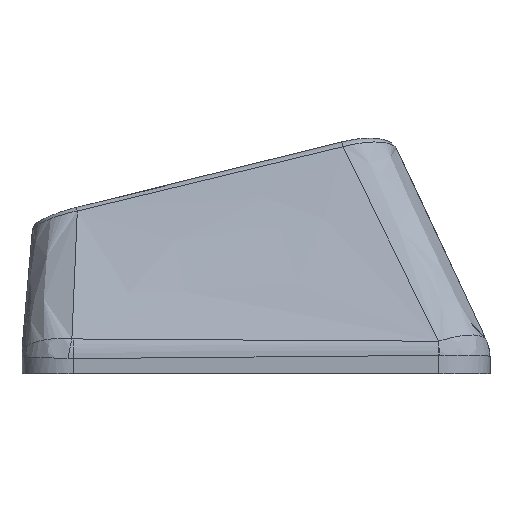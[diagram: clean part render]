
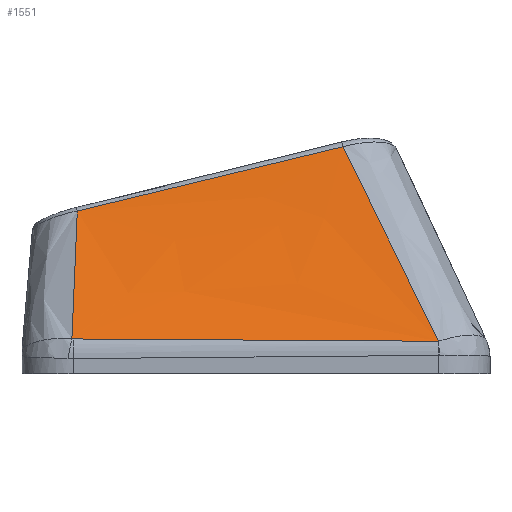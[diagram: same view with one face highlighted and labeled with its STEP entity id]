
A CAD part, left-side view. The second image highlights one B-rep face of the part: STEP entity #1551.
In plain terms, the highlighted free-form (B-spline) face has degree [3, 3] with [4, 4] control points.
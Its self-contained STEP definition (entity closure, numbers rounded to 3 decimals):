
#232=FACE_OUTER_BOUND('',#317,.T.);
#317=EDGE_LOOP('',(#1145,#1146,#1147,#1148,#1149,#1150));
#456=B_SPLINE_CURVE_WITH_KNOTS('',3,(#2940,#2941,#2942,#2943),
 .UNSPECIFIED.,.F.,.F.,(4,4),(0.,0.001),.UNSPECIFIED.);
#458=B_SPLINE_CURVE_WITH_KNOTS('',3,(#2967,#2968,#2969,#2970),
 .UNSPECIFIED.,.F.,.F.,(4,4),(0.,1.416),.UNSPECIFIED.);
#460=B_SPLINE_CURVE_WITH_KNOTS('',3,(#2994,#2995,#2996,#2997),
 .UNSPECIFIED.,.F.,.F.,(4,4),(0.,0.005),
 .UNSPECIFIED.);
#475=B_SPLINE_CURVE_WITH_KNOTS('',3,(#3273,#3274,#3275,#3276),
 .UNSPECIFIED.,.F.,.F.,(4,4),(0.03,0.922),
 .UNSPECIFIED.);
#476=B_SPLINE_CURVE_WITH_KNOTS('',3,(#3278,#3279,#3280,#3281),
 .UNSPECIFIED.,.F.,.F.,(4,4),(-1.06,0.),
 .UNSPECIFIED.);
#477=B_SPLINE_CURVE_WITH_KNOTS('',3,(#3282,#3283,#3284,#3285),
 .UNSPECIFIED.,.F.,.F.,(4,4),(-0.6,-0.022),
 .UNSPECIFIED.);
#617=VERTEX_POINT('',#2902);
#619=VERTEX_POINT('',#2933);
#621=VERTEX_POINT('',#2960);
#623=VERTEX_POINT('',#2987);
#639=VERTEX_POINT('',#3272);
#640=VERTEX_POINT('',#3277);
#807=EDGE_CURVE('',#617,#619,#456,.T.);
#810=EDGE_CURVE('',#619,#621,#458,.T.);
#813=EDGE_CURVE('',#621,#623,#460,.T.);
#837=EDGE_CURVE('',#639,#617,#475,.T.);
#838=EDGE_CURVE('',#640,#639,#476,.T.);
#839=EDGE_CURVE('',#623,#640,#477,.T.);
#1145=ORIENTED_EDGE('',*,*,#813,.F.);
#1146=ORIENTED_EDGE('',*,*,#810,.F.);
#1147=ORIENTED_EDGE('',*,*,#807,.F.);
#1148=ORIENTED_EDGE('',*,*,#837,.F.);
#1149=ORIENTED_EDGE('',*,*,#838,.F.);
#1150=ORIENTED_EDGE('',*,*,#839,.F.);
#1499=B_SPLINE_SURFACE_WITH_KNOTS('',3,3,((#3256,#3257,#3258,#3259),(#3260,
#3261,#3262,#3263),(#3264,#3265,#3266,#3267),(#3268,#3269,#3270,#3271)),
 .UNSPECIFIED.,.F.,.F.,.F.,(4,4),(4,4),(0.103,0.893),
(0.032,0.968),.UNSPECIFIED.);
#1551=ADVANCED_FACE('',(#232),#1499,.T.);
#2902=CARTESIAN_POINT('',(-11.358,-7.087,0.264));
#2933=CARTESIAN_POINT('',(-11.358,-7.077,0.264));
#2940=CARTESIAN_POINT('Ctrl Pts',(-11.358,-7.087,0.264));
#2941=CARTESIAN_POINT('Ctrl Pts',(-11.358,-7.083,0.264));
#2942=CARTESIAN_POINT('Ctrl Pts',(-11.358,-7.08,0.264));
#2943=CARTESIAN_POINT('Ctrl Pts',(-11.358,-7.077,0.264));
#2960=CARTESIAN_POINT('',(-11.253,7.09,0.353));
#2967=CARTESIAN_POINT('Ctrl Pts',(-11.358,-7.077,0.264));
#2968=CARTESIAN_POINT('Ctrl Pts',(-11.337,-2.356,0.287));
#2969=CARTESIAN_POINT('Ctrl Pts',(-11.31,2.366,0.316));
#2970=CARTESIAN_POINT('Ctrl Pts',(-11.253,7.09,0.353));
#2987=CARTESIAN_POINT('',(-11.25,7.144,0.358));
#2994=CARTESIAN_POINT('Ctrl Pts',(-11.253,7.09,0.353));
#2995=CARTESIAN_POINT('Ctrl Pts',(-11.253,7.108,0.353));
#2996=CARTESIAN_POINT('Ctrl Pts',(-11.252,7.126,0.355));
#2997=CARTESIAN_POINT('Ctrl Pts',(-11.25,7.144,0.358));
#3256=CARTESIAN_POINT('Ctrl Pts',(-8.343,-3.781,7.908));
#3257=CARTESIAN_POINT('Ctrl Pts',(-9.348,-4.883,5.36));
#3258=CARTESIAN_POINT('Ctrl Pts',(-10.353,-5.985,2.812));
#3259=CARTESIAN_POINT('Ctrl Pts',(-11.358,-7.087,0.264));
#3260=CARTESIAN_POINT('Ctrl Pts',(-8.343,-0.13,
7.03));
#3261=CARTESIAN_POINT('Ctrl Pts',(-9.348,-0.868,
4.765));
#3262=CARTESIAN_POINT('Ctrl Pts',(-10.353,-1.606,2.5));
#3263=CARTESIAN_POINT('Ctrl Pts',(-11.358,-2.344,0.235));
#3264=CARTESIAN_POINT('Ctrl Pts',(-8.343,3.52,6.151));
#3265=CARTESIAN_POINT('Ctrl Pts',(-9.348,3.146,4.169));
#3266=CARTESIAN_POINT('Ctrl Pts',(-10.353,2.773,2.187));
#3267=CARTESIAN_POINT('Ctrl Pts',(-11.358,2.399,0.205));
#3268=CARTESIAN_POINT('Ctrl Pts',(-8.343,7.17,5.273));
#3269=CARTESIAN_POINT('Ctrl Pts',(-9.348,7.161,3.574));
#3270=CARTESIAN_POINT('Ctrl Pts',(-10.353,7.152,1.875));
#3271=CARTESIAN_POINT('Ctrl Pts',(-11.358,7.143,0.176));
#3272=CARTESIAN_POINT('',(-8.343,-3.37,7.809));
#3273=CARTESIAN_POINT('Ctrl Pts',(-8.343,-3.37,7.809));
#3274=CARTESIAN_POINT('Ctrl Pts',(-9.361,-4.619,5.302));
#3275=CARTESIAN_POINT('Ctrl Pts',(-10.363,-5.856,2.785));
#3276=CARTESIAN_POINT('Ctrl Pts',(-11.358,-7.087,0.264));
#3277=CARTESIAN_POINT('',(-8.349,6.935,5.318));
#3278=CARTESIAN_POINT('Ctrl Pts',(-8.349,6.935,5.318));
#3279=CARTESIAN_POINT('Ctrl Pts',(-8.348,3.499,6.144));
#3280=CARTESIAN_POINT('Ctrl Pts',(-8.345,0.064,
6.976));
#3281=CARTESIAN_POINT('Ctrl Pts',(-8.343,-3.37,7.809));
#3282=CARTESIAN_POINT('Ctrl Pts',(-11.25,7.144,0.358));
#3283=CARTESIAN_POINT('Ctrl Pts',(-10.275,7.059,2.008));
#3284=CARTESIAN_POINT('Ctrl Pts',(-9.307,6.987,3.661));
#3285=CARTESIAN_POINT('Ctrl Pts',(-8.349,6.935,5.318));
